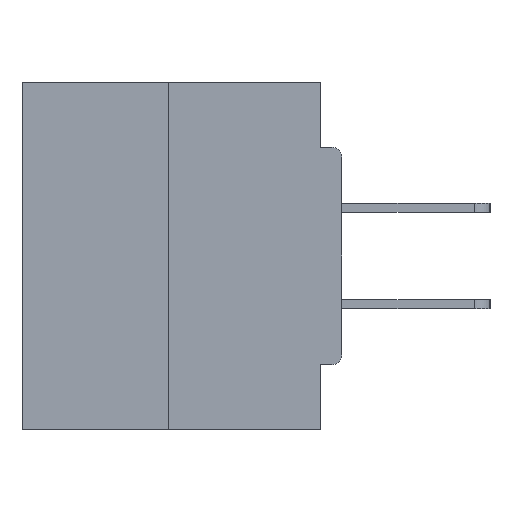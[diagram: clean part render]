
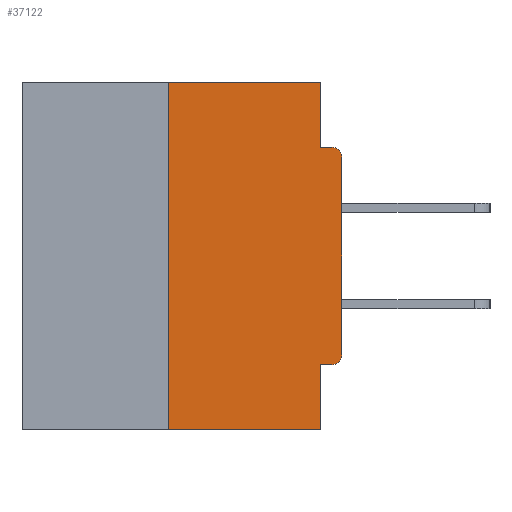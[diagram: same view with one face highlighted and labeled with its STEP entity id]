
A CAD part, left-side view. The second image highlights one B-rep face of the part: STEP entity #37122.
In plain terms, the highlighted planar face has unit normal (-1, 0, 0).
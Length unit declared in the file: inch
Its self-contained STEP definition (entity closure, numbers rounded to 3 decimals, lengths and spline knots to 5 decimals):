
#679 = AXIS2_PLACEMENT_3D ( 'NONE', #9433, #12379, #23563 ) ;
#702 = CARTESIAN_POINT ( 'NONE',  ( 0., 0., 0. ) ) ;
#1431 = DIRECTION ( 'NONE',  ( 0., 0., 1. ) ) ;
#2428 = EDGE_CURVE ( 'NONE', #34044, #4880, #13012, .T. ) ;
#2938 = EDGE_CURVE ( 'NONE', #17852, #29493, #32123, .T. ) ;
#2963 = CARTESIAN_POINT ( 'NONE',  ( 0., 0.031, -0.5 ) ) ;
#3006 = CARTESIAN_POINT ( 'NONE',  ( 0., 0., -0.3915 ) ) ;
#3823 = EDGE_CURVE ( 'NONE', #29493, #32767, #26129, .T. ) ;
#3877 = DIRECTION ( 'NONE',  ( 0., 0., 1. ) ) ;
#4186 = VERTEX_POINT ( 'NONE', #4769 ) ;
#4647 = DIRECTION ( 'NONE',  ( 0., 1., 0. ) ) ;
#4769 = CARTESIAN_POINT ( 'NONE',  ( 0., 0.031, -0.4065 ) ) ;
#4880 = VERTEX_POINT ( 'NONE', #13484 ) ;
#5298 = VECTOR ( 'NONE', #1431, 39.37008 ) ;
#5968 = CARTESIAN_POINT ( 'NONE',  ( 0., 0.25, -0.5 ) ) ;
#6516 = PLANE ( 'NONE',  #679 ) ;
#7123 = DIRECTION ( 'NONE',  ( -1., 0., 0. ) ) ;
#7929 = EDGE_CURVE ( 'NONE', #32767, #26574, #25215, .T. ) ;
#8377 = VECTOR ( 'NONE', #3877, 39.37008 ) ;
#8585 = ORIENTED_EDGE ( 'NONE', *, *, #25655, .F. ) ;
#8690 = DIRECTION ( 'NONE',  ( 0., 0., -1. ) ) ;
#8835 = ORIENTED_EDGE ( 'NONE', *, *, #3823, .T. ) ;
#9433 = CARTESIAN_POINT ( 'NONE',  ( 0., 0.46, 0. ) ) ;
#9875 = DIRECTION ( 'NONE',  ( 0., -1., 0. ) ) ;
#10181 = CARTESIAN_POINT ( 'NONE',  ( 0., 0.015, -0.4065 ) ) ;
#10351 = ORIENTED_EDGE ( 'NONE', *, *, #21282, .F. ) ;
#10967 = CARTESIAN_POINT ( 'NONE',  ( 0., 0.031, -0.0935 ) ) ;
#12379 = DIRECTION ( 'NONE',  ( 1., 0., 0. ) ) ;
#12972 = VECTOR ( 'NONE', #30006, 39.37008 ) ;
#13012 = LINE ( 'NONE', #35183, #5298 ) ;
#13188 = ORIENTED_EDGE ( 'NONE', *, *, #21760, .F. ) ;
#13484 = CARTESIAN_POINT ( 'NONE',  ( 0., 0.25, 0. ) ) ;
#13675 = CARTESIAN_POINT ( 'NONE',  ( 0., 0.015, -0.0935 ) ) ;
#13897 = ORIENTED_EDGE ( 'NONE', *, *, #2428, .F. ) ;
#14471 = VECTOR ( 'NONE', #32522, 39.37008 ) ;
#15133 = CARTESIAN_POINT ( 'NONE',  ( 0., 0.46, -0.5 ) ) ;
#15685 = CARTESIAN_POINT ( 'NONE',  ( 0., 0., -0.0935 ) ) ;
#15706 = CARTESIAN_POINT ( 'NONE',  ( 0., 0., -0.1085 ) ) ;
#15798 = CARTESIAN_POINT ( 'NONE',  ( 0., 0.015, -0.3915 ) ) ;
#15810 = LINE ( 'NONE', #15133, #14471 ) ;
#16739 = ORIENTED_EDGE ( 'NONE', *, *, #32235, .T. ) ;
#17651 = DIRECTION ( 'NONE',  ( 0., 0., -1. ) ) ;
#17719 = LINE ( 'NONE', #2963, #29898 ) ;
#17852 = VERTEX_POINT ( 'NONE', #10181 ) ;
#19646 = AXIS2_PLACEMENT_3D ( 'NONE', #34630, #29199, #17651 ) ;
#19655 = CARTESIAN_POINT ( 'NONE',  ( 0., 0., -0.4065 ) ) ;
#19904 = EDGE_LOOP ( 'NONE', ( #27413, #13897, #16739, #8585, #13188, #28373, #8835, #22474, #10351, #27659 ) ) ;
#20124 = VERTEX_POINT ( 'NONE', #21149 ) ;
#21149 = CARTESIAN_POINT ( 'NONE',  ( 0., 0.031, 0. ) ) ;
#21282 = EDGE_CURVE ( 'NONE', #27763, #26574, #32074, .T. ) ;
#21521 = VECTOR ( 'NONE', #4647, 39.37008 ) ;
#21760 = EDGE_CURVE ( 'NONE', #17852, #4186, #37018, .T. ) ;
#22186 = VECTOR ( 'NONE', #37000, 39.37008 ) ;
#22474 = ORIENTED_EDGE ( 'NONE', *, *, #7929, .T. ) ;
#22828 = VECTOR ( 'NONE', #9875, 39.37008 ) ;
#23166 = EDGE_CURVE ( 'NONE', #4880, #20124, #35534, .T. ) ;
#23563 = DIRECTION ( 'NONE',  ( 0., 0., -1. ) ) ;
#25215 = CIRCLE ( 'NONE', #19646, 0.015 ) ;
#25655 = EDGE_CURVE ( 'NONE', #4186, #30256, #17719, .T. ) ;
#26129 = LINE ( 'NONE', #702, #8377 ) ;
#26574 = VERTEX_POINT ( 'NONE', #13675 ) ;
#27254 = FACE_OUTER_BOUND ( 'NONE', #19904, .T. ) ;
#27413 = ORIENTED_EDGE ( 'NONE', *, *, #23166, .F. ) ;
#27659 = ORIENTED_EDGE ( 'NONE', *, *, #28058, .F. ) ;
#27763 = VERTEX_POINT ( 'NONE', #10967 ) ;
#28058 = EDGE_CURVE ( 'NONE', #20124, #27763, #29903, .T. ) ;
#28373 = ORIENTED_EDGE ( 'NONE', *, *, #2938, .T. ) ;
#29199 = DIRECTION ( 'NONE',  ( -1., 0., 0. ) ) ;
#29493 = VERTEX_POINT ( 'NONE', #3006 ) ;
#29898 = VECTOR ( 'NONE', #8690, 39.37008 ) ;
#29903 = LINE ( 'NONE', #30862, #22186 ) ;
#30006 = DIRECTION ( 'NONE',  ( 0., -1., 0. ) ) ;
#30256 = VERTEX_POINT ( 'NONE', #36187 ) ;
#30862 = CARTESIAN_POINT ( 'NONE',  ( 0., 0.031, 0. ) ) ;
#31195 = AXIS2_PLACEMENT_3D ( 'NONE', #15798, #7123, #33164 ) ;
#32074 = LINE ( 'NONE', #15685, #12972 ) ;
#32123 = CIRCLE ( 'NONE', #31195, 0.015 ) ;
#32235 = EDGE_CURVE ( 'NONE', #34044, #30256, #15810, .T. ) ;
#32517 = CARTESIAN_POINT ( 'NONE',  ( 0., 0.46, 0. ) ) ;
#32522 = DIRECTION ( 'NONE',  ( 0., -1., 0. ) ) ;
#32767 = VERTEX_POINT ( 'NONE', #15706 ) ;
#33164 = DIRECTION ( 'NONE',  ( 0., 0., -1. ) ) ;
#34044 = VERTEX_POINT ( 'NONE', #5968 ) ;
#34630 = CARTESIAN_POINT ( 'NONE',  ( 0., 0.015, -0.1085 ) ) ;
#35183 = CARTESIAN_POINT ( 'NONE',  ( 0., 0.25, 0. ) ) ;
#35534 = LINE ( 'NONE', #32517, #22828 ) ;
#36187 = CARTESIAN_POINT ( 'NONE',  ( 0., 0.031, -0.5 ) ) ;
#37000 = DIRECTION ( 'NONE',  ( 0., 0., -1. ) ) ;
#37018 = LINE ( 'NONE', #19655, #21521 ) ;
#37122 = ADVANCED_FACE ( 'NONE', ( #27254 ), #6516, .F. ) ;
